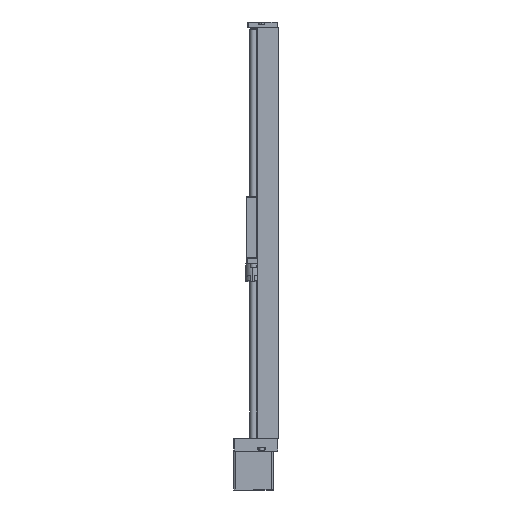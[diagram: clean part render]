
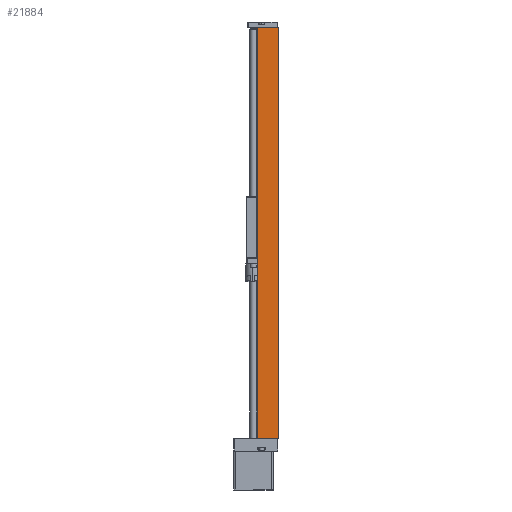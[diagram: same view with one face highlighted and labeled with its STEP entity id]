
A CAD part, left-side view. The second image highlights one B-rep face of the part: STEP entity #21884.
In plain terms, the highlighted planar face has unit normal (-1, 0, 0).
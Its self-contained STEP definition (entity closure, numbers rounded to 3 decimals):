
#2718 = VERTEX_POINT ( 'NONE', #80938 ) ;
#6305 = ORIENTED_EDGE ( 'NONE', *, *, #9067, .T. ) ;
#9067 = EDGE_CURVE ( 'NONE', #2718, #34855, #80677, .T. ) ;
#9626 = CARTESIAN_POINT ( 'NONE',  ( -21.755, 18.5, 368. ) ) ;
#11848 = DIRECTION ( 'NONE',  ( 0., -1., 0. ) ) ;
#14657 = ORIENTED_EDGE ( 'NONE', *, *, #62308, .F. ) ;
#18134 = CARTESIAN_POINT ( 'NONE',  ( -21.755, 0., 368. ) ) ;
#18747 = CARTESIAN_POINT ( 'NONE',  ( -21.755, 5., 368. ) ) ;
#19145 = DIRECTION ( 'NONE',  ( 0., 0., -1. ) ) ;
#21884 = ADVANCED_FACE ( 'NONE', ( #30601 ), #23638, .F. ) ;
#22395 = EDGE_CURVE ( 'NONE', #50391, #34855, #66518, .T. ) ;
#23638 = PLANE ( 'NONE',  #41851 ) ;
#28159 = DIRECTION ( 'NONE',  ( 0., 0., -1. ) ) ;
#28382 = CARTESIAN_POINT ( 'NONE',  ( -21.755, 0., 368. ) ) ;
#29866 = VECTOR ( 'NONE', #28159, 1000. ) ;
#30601 = FACE_OUTER_BOUND ( 'NONE', #44593, .T. ) ;
#30867 = VERTEX_POINT ( 'NONE', #9626 ) ;
#34855 = VERTEX_POINT ( 'NONE', #54404 ) ;
#41851 = AXIS2_PLACEMENT_3D ( 'NONE', #18747, #50269, #19145 ) ;
#44593 = EDGE_LOOP ( 'NONE', ( #6305, #64623, #14657, #78149 ) ) ;
#48116 = VECTOR ( 'NONE', #68133, 1000. ) ;
#50269 = DIRECTION ( 'NONE',  ( 1., 0., 0. ) ) ;
#50391 = VERTEX_POINT ( 'NONE', #28382 ) ;
#52842 = EDGE_CURVE ( 'NONE', #30867, #2718, #53566, .T. ) ;
#53566 = LINE ( 'NONE', #59721, #29866 ) ;
#54404 = CARTESIAN_POINT ( 'NONE',  ( -21.755, 0., 0. ) ) ;
#58308 = CARTESIAN_POINT ( 'NONE',  ( -21.755, 0., 368. ) ) ;
#59112 = DIRECTION ( 'NONE',  ( 0., 0., -1. ) ) ;
#59721 = CARTESIAN_POINT ( 'NONE',  ( -21.755, 18.5, 368. ) ) ;
#62308 = EDGE_CURVE ( 'NONE', #30867, #50391, #67733, .T. ) ;
#62926 = VECTOR ( 'NONE', #59112, 1000. ) ;
#64623 = ORIENTED_EDGE ( 'NONE', *, *, #22395, .F. ) ;
#66518 = LINE ( 'NONE', #58308, #62926 ) ;
#67733 = LINE ( 'NONE', #18134, #48116 ) ;
#68133 = DIRECTION ( 'NONE',  ( 0., -1., 0. ) ) ;
#78149 = ORIENTED_EDGE ( 'NONE', *, *, #52842, .T. ) ;
#79364 = VECTOR ( 'NONE', #11848, 1000. ) ;
#79455 = CARTESIAN_POINT ( 'NONE',  ( -21.755, 5., 0. ) ) ;
#80677 = LINE ( 'NONE', #79455, #79364 ) ;
#80938 = CARTESIAN_POINT ( 'NONE',  ( -21.755, 18.5, 0. ) ) ;
